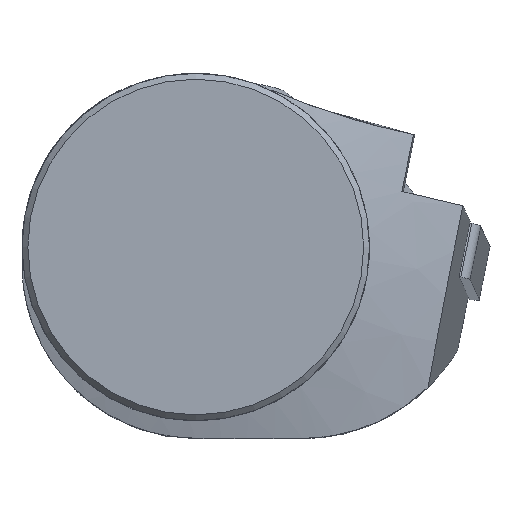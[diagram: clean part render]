
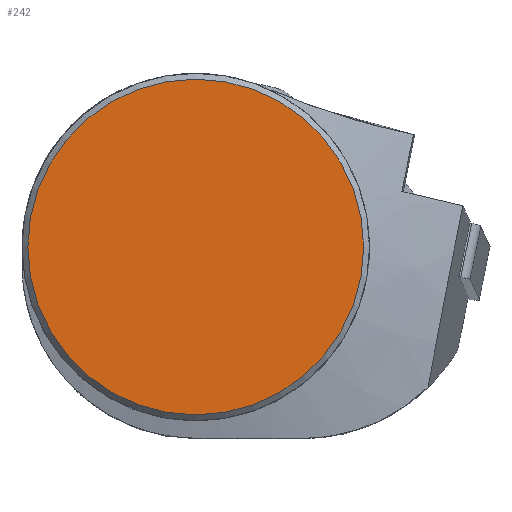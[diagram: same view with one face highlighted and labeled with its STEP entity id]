
A CAD part, top view. The second image highlights one B-rep face of the part: STEP entity #242.
In plain terms, the highlighted planar face has unit normal (0, 0, 1).
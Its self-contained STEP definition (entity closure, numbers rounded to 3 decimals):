
#142=FACE_OUTER_BOUND('',#386,.T.);
#242=ADVANCED_FACE('',(#142),#309,.T.);
#309=PLANE('',#1665);
#386=EDGE_LOOP('',(#884));
#511=CIRCLE('',#1630,19.325);
#884=ORIENTED_EDGE('',*,*,#1342,.T.);
#1193=VERTEX_POINT('',#2227);
#1342=EDGE_CURVE('',#1193,#1193,#511,.T.);
#1630=AXIS2_PLACEMENT_3D('',#2226,#1824,#1825);
#1665=AXIS2_PLACEMENT_3D('',#2444,#1917,#1918);
#1824=DIRECTION('',(0.,0.,1.));
#1825=DIRECTION('',(1.,0.,0.));
#1917=DIRECTION('',(0.,0.,1.));
#1918=DIRECTION('',(1.,0.,0.));
#2226=CARTESIAN_POINT('',(0.,0.,0.));
#2227=CARTESIAN_POINT('',(19.325,0.,0.));
#2444=CARTESIAN_POINT('',(0.,0.,0.));
